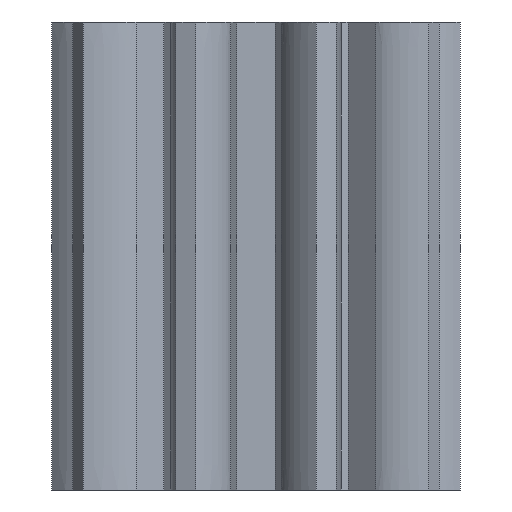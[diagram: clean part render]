
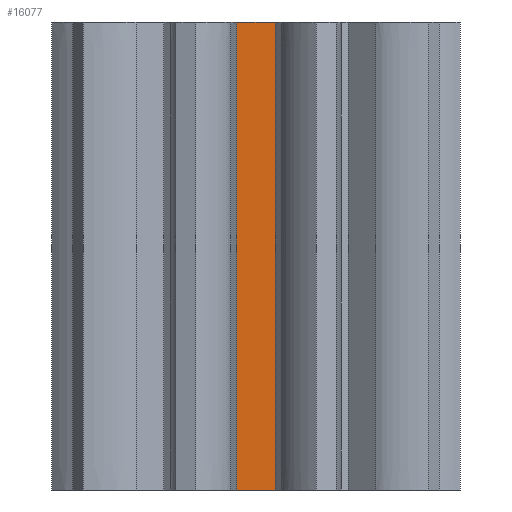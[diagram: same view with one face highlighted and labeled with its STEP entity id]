
A CAD part, left-side view. The second image highlights one B-rep face of the part: STEP entity #16077.
In plain terms, the highlighted face is a extrusion surface.
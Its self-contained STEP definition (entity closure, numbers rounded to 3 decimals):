
#93 = PLANE('',#94);
#94 = AXIS2_PLACEMENT_3D('',#95,#96,#97);
#95 = CARTESIAN_POINT('',(0.,0.,12.5));
#96 = DIRECTION('',(0.,0.,1.));
#97 = DIRECTION('',(1.,0.,0.));
#168 = PLANE('',#169);
#169 = AXIS2_PLACEMENT_3D('',#170,#171,#172);
#170 = CARTESIAN_POINT('',(0.,0.,0.));
#171 = DIRECTION('',(0.,0.,1.));
#172 = DIRECTION('',(1.,0.,0.));
#1617 = VERTEX_POINT('',#1618);
#1618 = CARTESIAN_POINT('',(-3.209,0.517,0.));
#1630 = SURFACE_OF_LINEAR_EXTRUSION('',#1631,#1634);
#1631 = B_SPLINE_CURVE_WITH_KNOTS('',1,(#1632,#1633),.UNSPECIFIED.,.F.,
  .F.,(2,2),(0.,0.979),.PIECEWISE_BEZIER_KNOTS.);
#1632 = CARTESIAN_POINT('',(-4.175,0.672,0.));
#1633 = CARTESIAN_POINT('',(-3.209,0.517,0.));
#1634 = VECTOR('',#1635,1.);
#1635 = DIRECTION('',(-0.,-0.,-1.));
#1643 = EDGE_CURVE('',#1617,#1644,#1646,.T.);
#1644 = VERTEX_POINT('',#1645);
#1645 = CARTESIAN_POINT('',(-3.209,-0.517,0.));
#1646 = SURFACE_CURVE('',#1647,(#1650,#1656),.PCURVE_S1.);
#1647 = B_SPLINE_CURVE_WITH_KNOTS('',1,(#1648,#1649),.UNSPECIFIED.,.F.,
  .F.,(2,2),(0.,1.033),.PIECEWISE_BEZIER_KNOTS.);
#1648 = CARTESIAN_POINT('',(-3.209,0.517,0.));
#1649 = CARTESIAN_POINT('',(-3.209,-0.517,0.));
#1650 = PCURVE('',#168,#1651);
#1651 = DEFINITIONAL_REPRESENTATION('',(#1652),#1655);
#1652 = B_SPLINE_CURVE_WITH_KNOTS('',1,(#1653,#1654),.UNSPECIFIED.,.F.,
  .F.,(2,2),(0.,1.033),.PIECEWISE_BEZIER_KNOTS.);
#1653 = CARTESIAN_POINT('',(-3.209,0.517));
#1654 = CARTESIAN_POINT('',(-3.209,-0.517));
#1655 = ( GEOMETRIC_REPRESENTATION_CONTEXT(2) 
PARAMETRIC_REPRESENTATION_CONTEXT() REPRESENTATION_CONTEXT('2D SPACE',''
  ) );
#1656 = PCURVE('',#1657,#1663);
#1657 = SURFACE_OF_LINEAR_EXTRUSION('',#1658,#1661);
#1658 = B_SPLINE_CURVE_WITH_KNOTS('',1,(#1659,#1660),.UNSPECIFIED.,.F.,
  .F.,(2,2),(0.,1.033),.PIECEWISE_BEZIER_KNOTS.);
#1659 = CARTESIAN_POINT('',(-3.209,0.517,0.));
#1660 = CARTESIAN_POINT('',(-3.209,-0.517,0.));
#1661 = VECTOR('',#1662,1.);
#1662 = DIRECTION('',(-0.,-0.,-1.));
#1663 = DEFINITIONAL_REPRESENTATION('',(#1664),#1668);
#1664 = LINE('',#1665,#1666);
#1665 = CARTESIAN_POINT('',(0.,0.));
#1666 = VECTOR('',#1667,1.);
#1667 = DIRECTION('',(1.,0.));
#1668 = ( GEOMETRIC_REPRESENTATION_CONTEXT(2) 
PARAMETRIC_REPRESENTATION_CONTEXT() REPRESENTATION_CONTEXT('2D SPACE',''
  ) );
#1684 = SURFACE_OF_LINEAR_EXTRUSION('',#1685,#1688);
#1685 = B_SPLINE_CURVE_WITH_KNOTS('',1,(#1686,#1687),.UNSPECIFIED.,.F.,
  .F.,(2,2),(0.,0.979),.PIECEWISE_BEZIER_KNOTS.);
#1686 = CARTESIAN_POINT('',(-3.209,-0.517,0.));
#1687 = CARTESIAN_POINT('',(-4.175,-0.672,0.));
#1688 = VECTOR('',#1689,1.);
#1689 = DIRECTION('',(-0.,-0.,-1.));
#3685 = VERTEX_POINT('',#3686);
#3686 = CARTESIAN_POINT('',(-3.209,0.517,12.5));
#3705 = EDGE_CURVE('',#3685,#3706,#3708,.T.);
#3706 = VERTEX_POINT('',#3707);
#3707 = CARTESIAN_POINT('',(-3.209,-0.517,12.5));
#3708 = SURFACE_CURVE('',#3709,(#3712,#3718),.PCURVE_S1.);
#3709 = B_SPLINE_CURVE_WITH_KNOTS('',1,(#3710,#3711),.UNSPECIFIED.,.F.,
  .F.,(2,2),(0.,1.033),.PIECEWISE_BEZIER_KNOTS.);
#3710 = CARTESIAN_POINT('',(-3.209,0.517,12.5));
#3711 = CARTESIAN_POINT('',(-3.209,-0.517,12.5));
#3712 = PCURVE('',#93,#3713);
#3713 = DEFINITIONAL_REPRESENTATION('',(#3714),#3717);
#3714 = B_SPLINE_CURVE_WITH_KNOTS('',1,(#3715,#3716),.UNSPECIFIED.,.F.,
  .F.,(2,2),(0.,1.033),.PIECEWISE_BEZIER_KNOTS.);
#3715 = CARTESIAN_POINT('',(-3.209,0.517));
#3716 = CARTESIAN_POINT('',(-3.209,-0.517));
#3717 = ( GEOMETRIC_REPRESENTATION_CONTEXT(2) 
PARAMETRIC_REPRESENTATION_CONTEXT() REPRESENTATION_CONTEXT('2D SPACE',''
  ) );
#3718 = PCURVE('',#1657,#3719);
#3719 = DEFINITIONAL_REPRESENTATION('',(#3720),#3724);
#3720 = LINE('',#3721,#3722);
#3721 = CARTESIAN_POINT('',(0.,-12.5));
#3722 = VECTOR('',#3723,1.);
#3723 = DIRECTION('',(1.,0.));
#3724 = ( GEOMETRIC_REPRESENTATION_CONTEXT(2) 
PARAMETRIC_REPRESENTATION_CONTEXT() REPRESENTATION_CONTEXT('2D SPACE',''
  ) );
#16027 = EDGE_CURVE('',#1644,#3706,#16028,.T.);
#16028 = SURFACE_CURVE('',#16029,(#16033,#16040),.PCURVE_S1.);
#16029 = LINE('',#16030,#16031);
#16030 = CARTESIAN_POINT('',(-3.209,-0.517,0.));
#16031 = VECTOR('',#16032,1.);
#16032 = DIRECTION('',(0.,0.,1.));
#16033 = PCURVE('',#1684,#16034);
#16034 = DEFINITIONAL_REPRESENTATION('',(#16035),#16039);
#16035 = LINE('',#16036,#16037);
#16036 = CARTESIAN_POINT('',(0.,0.));
#16037 = VECTOR('',#16038,1.);
#16038 = DIRECTION('',(0.,-1.));
#16039 = ( GEOMETRIC_REPRESENTATION_CONTEXT(2) 
PARAMETRIC_REPRESENTATION_CONTEXT() REPRESENTATION_CONTEXT('2D SPACE',''
  ) );
#16040 = PCURVE('',#1657,#16041);
#16041 = DEFINITIONAL_REPRESENTATION('',(#16042),#16046);
#16042 = LINE('',#16043,#16044);
#16043 = CARTESIAN_POINT('',(1.033,0.));
#16044 = VECTOR('',#16045,1.);
#16045 = DIRECTION('',(0.,-1.));
#16046 = ( GEOMETRIC_REPRESENTATION_CONTEXT(2) 
PARAMETRIC_REPRESENTATION_CONTEXT() REPRESENTATION_CONTEXT('2D SPACE',''
  ) );
#16056 = EDGE_CURVE('',#1617,#3685,#16057,.T.);
#16057 = SURFACE_CURVE('',#16058,(#16062,#16069),.PCURVE_S1.);
#16058 = LINE('',#16059,#16060);
#16059 = CARTESIAN_POINT('',(-3.209,0.517,0.));
#16060 = VECTOR('',#16061,1.);
#16061 = DIRECTION('',(0.,0.,1.));
#16062 = PCURVE('',#1630,#16063);
#16063 = DEFINITIONAL_REPRESENTATION('',(#16064),#16068);
#16064 = LINE('',#16065,#16066);
#16065 = CARTESIAN_POINT('',(0.979,0.));
#16066 = VECTOR('',#16067,1.);
#16067 = DIRECTION('',(0.,-1.));
#16068 = ( GEOMETRIC_REPRESENTATION_CONTEXT(2) 
PARAMETRIC_REPRESENTATION_CONTEXT() REPRESENTATION_CONTEXT('2D SPACE',''
  ) );
#16069 = PCURVE('',#1657,#16070);
#16070 = DEFINITIONAL_REPRESENTATION('',(#16071),#16075);
#16071 = LINE('',#16072,#16073);
#16072 = CARTESIAN_POINT('',(0.,0.));
#16073 = VECTOR('',#16074,1.);
#16074 = DIRECTION('',(0.,-1.));
#16075 = ( GEOMETRIC_REPRESENTATION_CONTEXT(2) 
PARAMETRIC_REPRESENTATION_CONTEXT() REPRESENTATION_CONTEXT('2D SPACE',''
  ) );
#16077 = ADVANCED_FACE('',(#16078),#1657,.F.);
#16078 = FACE_BOUND('',#16079,.F.);
#16079 = EDGE_LOOP('',(#16080,#16081,#16082,#16083));
#16080 = ORIENTED_EDGE('',*,*,#16056,.T.);
#16081 = ORIENTED_EDGE('',*,*,#3705,.T.);
#16082 = ORIENTED_EDGE('',*,*,#16027,.F.);
#16083 = ORIENTED_EDGE('',*,*,#1643,.F.);
